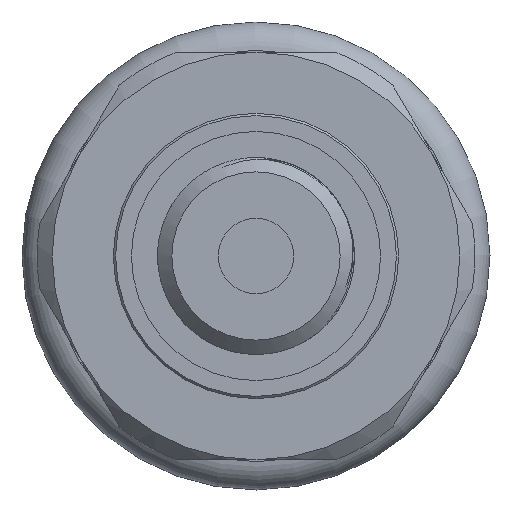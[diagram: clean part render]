
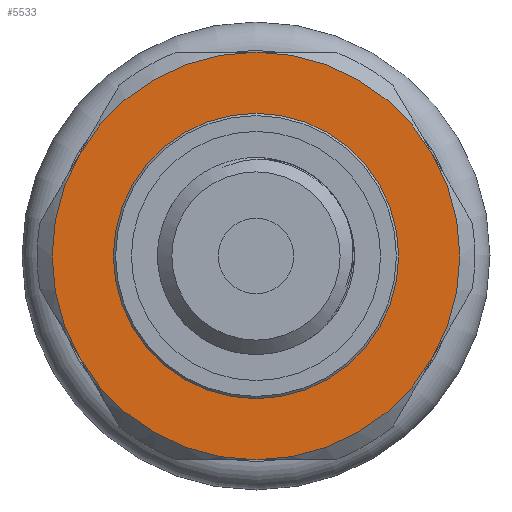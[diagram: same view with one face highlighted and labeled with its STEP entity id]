
A CAD part, front view. The second image highlights one B-rep face of the part: STEP entity #5533.
In plain terms, the highlighted planar face has unit normal (0, -1, 0).
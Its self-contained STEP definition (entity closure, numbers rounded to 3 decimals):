
#279=FACE_BOUND('',#773,.T.);
#328=PLANE('',#5867);
#452=FACE_OUTER_BOUND('',#772,.T.);
#772=EDGE_LOOP('',(#3753,#3754,#3755,#3756,#3757,#3758));
#773=EDGE_LOOP('',(#3759));
#1107=CIRCLE('',#5868,13.5);
#1108=CIRCLE('',#5869,13.5);
#1109=CIRCLE('',#5870,13.5);
#1110=CIRCLE('',#5871,13.5);
#1111=CIRCLE('',#5872,13.5);
#1112=CIRCLE('',#5873,13.5);
#1113=CIRCLE('',#5874,9.45);
#2257=VERTEX_POINT('',#10754);
#2258=VERTEX_POINT('',#10755);
#2259=VERTEX_POINT('',#10757);
#2260=VERTEX_POINT('',#10759);
#2261=VERTEX_POINT('',#10761);
#2262=VERTEX_POINT('',#10763);
#2263=VERTEX_POINT('',#10766);
#2843=EDGE_CURVE('',#2257,#2258,#1107,.T.);
#2844=EDGE_CURVE('',#2258,#2259,#1108,.T.);
#2845=EDGE_CURVE('',#2259,#2260,#1109,.T.);
#2846=EDGE_CURVE('',#2260,#2261,#1110,.T.);
#2847=EDGE_CURVE('',#2261,#2262,#1111,.T.);
#2848=EDGE_CURVE('',#2262,#2257,#1112,.T.);
#2849=EDGE_CURVE('',#2263,#2263,#1113,.T.);
#3753=ORIENTED_EDGE('',*,*,#2843,.T.);
#3754=ORIENTED_EDGE('',*,*,#2844,.T.);
#3755=ORIENTED_EDGE('',*,*,#2845,.T.);
#3756=ORIENTED_EDGE('',*,*,#2846,.T.);
#3757=ORIENTED_EDGE('',*,*,#2847,.T.);
#3758=ORIENTED_EDGE('',*,*,#2848,.T.);
#3759=ORIENTED_EDGE('',*,*,#2849,.T.);
#5533=ADVANCED_FACE('',(#452,#279),#328,.F.);
#5867=AXIS2_PLACEMENT_3D('',#10753,#6292,#6293);
#5868=AXIS2_PLACEMENT_3D('',#10756,#6294,#6295);
#5869=AXIS2_PLACEMENT_3D('',#10758,#6296,#6297);
#5870=AXIS2_PLACEMENT_3D('',#10760,#6298,#6299);
#5871=AXIS2_PLACEMENT_3D('',#10762,#6300,#6301);
#5872=AXIS2_PLACEMENT_3D('',#10764,#6302,#6303);
#5873=AXIS2_PLACEMENT_3D('',#10765,#6304,#6305);
#5874=AXIS2_PLACEMENT_3D('',#10767,#6306,#6307);
#6292=DIRECTION('center_axis',(0.,1.,0.));
#6293=DIRECTION('ref_axis',(0.,0.,
1.));
#6294=DIRECTION('center_axis',(0.,-1.,0.));
#6295=DIRECTION('ref_axis',(0.5,0.,0.866));
#6296=DIRECTION('center_axis',(0.,-1.,0.));
#6297=DIRECTION('ref_axis',(0.5,0.,0.866));
#6298=DIRECTION('center_axis',(0.,-1.,0.));
#6299=DIRECTION('ref_axis',(0.5,0.,0.866));
#6300=DIRECTION('center_axis',(0.,-1.,0.));
#6301=DIRECTION('ref_axis',(0.5,0.,0.866));
#6302=DIRECTION('center_axis',(0.,-1.,0.));
#6303=DIRECTION('ref_axis',(0.5,0.,0.866));
#6304=DIRECTION('center_axis',(0.,-1.,0.));
#6305=DIRECTION('ref_axis',(0.5,0.,0.866));
#6306=DIRECTION('center_axis',(0.,1.,0.));
#6307=DIRECTION('ref_axis',(-1.,0.,0.));
#10753=CARTESIAN_POINT('Origin',(0.,14.,0.));
#10754=CARTESIAN_POINT('',(11.691,14.,-6.75));
#10755=CARTESIAN_POINT('',(11.691,14.,6.75));
#10756=CARTESIAN_POINT('Origin',(0.,14.,0.));
#10757=CARTESIAN_POINT('',(0.,14.,13.5));
#10758=CARTESIAN_POINT('Origin',(0.,14.,0.));
#10759=CARTESIAN_POINT('',(-11.691,14.,6.75));
#10760=CARTESIAN_POINT('Origin',(0.,14.,0.));
#10761=CARTESIAN_POINT('',(-11.691,14.,-6.75));
#10762=CARTESIAN_POINT('Origin',(0.,14.,0.));
#10763=CARTESIAN_POINT('',(0.,14.,-13.5));
#10764=CARTESIAN_POINT('Origin',(0.,14.,0.));
#10765=CARTESIAN_POINT('Origin',(0.,14.,0.));
#10766=CARTESIAN_POINT('',(9.45,14.,0.));
#10767=CARTESIAN_POINT('Origin',(0.,14.,0.));
